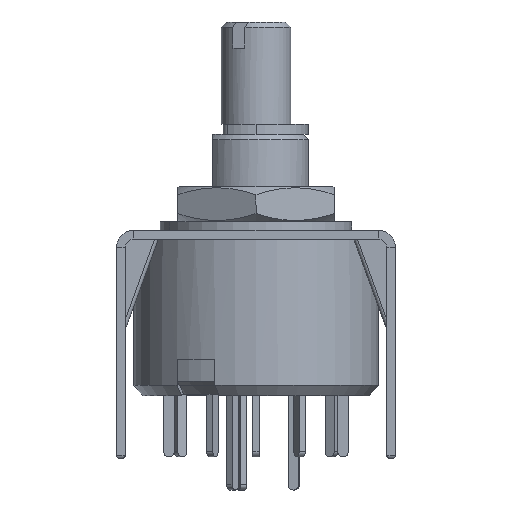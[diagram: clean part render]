
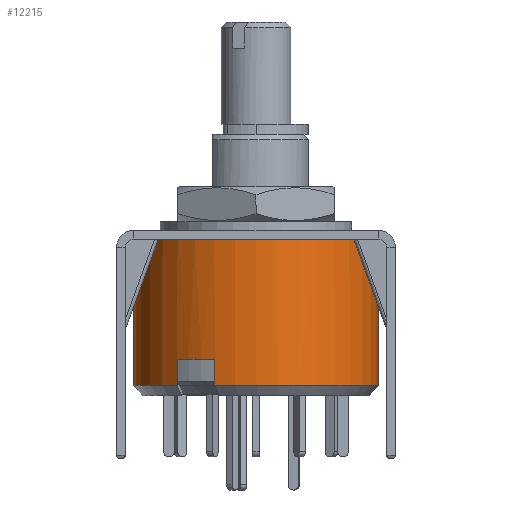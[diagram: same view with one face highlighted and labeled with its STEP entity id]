
A CAD part, front view. The second image highlights one B-rep face of the part: STEP entity #12215.
In plain terms, the highlighted cylindrical face has radius 7 mm (diameter 14 mm), a partial arc.
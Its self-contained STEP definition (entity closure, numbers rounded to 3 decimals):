
#61 = FACE_OUTER_BOUND ( 'NONE', #8957, .T. ) ;
#415 = CARTESIAN_POINT ( 'NONE',  ( 7., 0., -7.4 ) ) ;
#804 = ORIENTED_EDGE ( 'NONE', *, *, #10486, .F. ) ;
#827 = ORIENTED_EDGE ( 'NONE', *, *, #17354, .F. ) ;
#934 = CARTESIAN_POINT ( 'NONE',  ( 0., 0., -7.4 ) ) ;
#1153 = DIRECTION ( 'NONE',  ( 0., 0., -1. ) ) ;
#1330 = EDGE_CURVE ( 'NONE', #17104, #4718, #7031, .T. ) ;
#2024 = DIRECTION ( 'NONE',  ( 0., 0., 1. ) ) ;
#2123 = DIRECTION ( 'NONE',  ( 1., 0., 0. ) ) ;
#2739 = LINE ( 'NONE', #4512, #3427 ) ;
#2928 = EDGE_CURVE ( 'NONE', #4718, #12315, #14454, .T. ) ;
#3204 = AXIS2_PLACEMENT_3D ( 'NONE', #12710, #1153, #5432 ) ;
#3427 = VECTOR ( 'NONE', #10130, 1000. ) ;
#3473 = EDGE_CURVE ( 'NONE', #8330, #16248, #13563, .T. ) ;
#3546 = CARTESIAN_POINT ( 'NONE',  ( 0., 0., -7.4 ) ) ;
#3731 = ORIENTED_EDGE ( 'NONE', *, *, #3473, .F. ) ;
#3869 = DIRECTION ( 'NONE',  ( -1., 0., 0. ) ) ;
#4182 = EDGE_CURVE ( 'NONE', #5416, #17104, #6959, .T. ) ;
#4512 = CARTESIAN_POINT ( 'NONE',  ( -7., 0., 9. ) ) ;
#4718 = VERTEX_POINT ( 'NONE', #11555 ) ;
#5416 = VERTEX_POINT ( 'NONE', #10444 ) ;
#5432 = DIRECTION ( 'NONE',  ( -1., 0., 0. ) ) ;
#5619 = VECTOR ( 'NONE', #11769, 1000. ) ;
#5834 = EDGE_CURVE ( 'NONE', #10384, #18515, #2739, .T. ) ;
#5946 = DIRECTION ( 'NONE',  ( 0., 0., -1. ) ) ;
#6452 = DIRECTION ( 'NONE',  ( 0., 0., -1. ) ) ;
#6461 = DIRECTION ( 'NONE',  ( 0., 0., -1. ) ) ;
#6581 = AXIS2_PLACEMENT_3D ( 'NONE', #934, #6461, #6591 ) ;
#6591 = DIRECTION ( 'NONE',  ( 1., 0., 0. ) ) ;
#6959 = LINE ( 'NONE', #13174, #5619 ) ;
#7031 = CIRCLE ( 'NONE', #7298, 7. ) ;
#7298 = AXIS2_PLACEMENT_3D ( 'NONE', #12283, #2024, #16579 ) ;
#7348 = CARTESIAN_POINT ( 'NONE',  ( -4.526, -5.34, -5.9 ) ) ;
#7617 = CIRCLE ( 'NONE', #13368, 7. ) ;
#7927 = CARTESIAN_POINT ( 'NONE',  ( -2.361, -6.59, -7.4 ) ) ;
#8330 = VERTEX_POINT ( 'NONE', #15838 ) ;
#8779 = ORIENTED_EDGE ( 'NONE', *, *, #5834, .T. ) ;
#8957 = EDGE_LOOP ( 'NONE', ( #3731, #18078, #8779, #827, #18772, #12235, #10153, #804 ) ) ;
#10130 = DIRECTION ( 'NONE',  ( 0., 0., -1. ) ) ;
#10153 = ORIENTED_EDGE ( 'NONE', *, *, #2928, .T. ) ;
#10384 = VERTEX_POINT ( 'NONE', #16495 ) ;
#10444 = CARTESIAN_POINT ( 'NONE',  ( -4.526, -5.34, -7.4 ) ) ;
#10486 = EDGE_CURVE ( 'NONE', #16248, #12315, #7617, .T. ) ;
#10999 = CARTESIAN_POINT ( 'NONE',  ( -2.361, -6.59, 9. ) ) ;
#11555 = CARTESIAN_POINT ( 'NONE',  ( -2.361, -6.59, -5.9 ) ) ;
#11769 = DIRECTION ( 'NONE',  ( 0., 0., 1. ) ) ;
#11881 = EDGE_CURVE ( 'NONE', #8330, #10384, #14382, .T. ) ;
#12215 = ADVANCED_FACE ( 'NONE', ( #61 ), #13693, .T. ) ;
#12235 = ORIENTED_EDGE ( 'NONE', *, *, #1330, .T. ) ;
#12283 = CARTESIAN_POINT ( 'NONE',  ( 0., 0., -5.9 ) ) ;
#12315 = VERTEX_POINT ( 'NONE', #7927 ) ;
#12710 = CARTESIAN_POINT ( 'NONE',  ( 0., 0., 9. ) ) ;
#13174 = CARTESIAN_POINT ( 'NONE',  ( -4.526, -5.34, 9. ) ) ;
#13368 = AXIS2_PLACEMENT_3D ( 'NONE', #3546, #6452, #2123 ) ;
#13563 = LINE ( 'NONE', #16333, #16737 ) ;
#13693 = CYLINDRICAL_SURFACE ( 'NONE', #3204, 7. ) ;
#13919 = CIRCLE ( 'NONE', #6581, 7. ) ;
#14382 = CIRCLE ( 'NONE', #16685, 7. ) ;
#14454 = LINE ( 'NONE', #10999, #14684 ) ;
#14684 = VECTOR ( 'NONE', #16929, 1000. ) ;
#15599 = CARTESIAN_POINT ( 'NONE',  ( 0., 0., 0.95 ) ) ;
#15655 = DIRECTION ( 'NONE',  ( 0., 0., -1. ) ) ;
#15838 = CARTESIAN_POINT ( 'NONE',  ( 7., 0., 0.95 ) ) ;
#16248 = VERTEX_POINT ( 'NONE', #415 ) ;
#16333 = CARTESIAN_POINT ( 'NONE',  ( 7., 0., 9. ) ) ;
#16495 = CARTESIAN_POINT ( 'NONE',  ( -7., 0., 0.95 ) ) ;
#16579 = DIRECTION ( 'NONE',  ( -1., 0., 0. ) ) ;
#16685 = AXIS2_PLACEMENT_3D ( 'NONE', #15599, #15655, #3869 ) ;
#16737 = VECTOR ( 'NONE', #5946, 1000. ) ;
#16929 = DIRECTION ( 'NONE',  ( 0., 0., -1. ) ) ;
#17104 = VERTEX_POINT ( 'NONE', #7348 ) ;
#17287 = CARTESIAN_POINT ( 'NONE',  ( -7., 0., -7.4 ) ) ;
#17354 = EDGE_CURVE ( 'NONE', #5416, #18515, #13919, .T. ) ;
#18078 = ORIENTED_EDGE ( 'NONE', *, *, #11881, .T. ) ;
#18515 = VERTEX_POINT ( 'NONE', #17287 ) ;
#18772 = ORIENTED_EDGE ( 'NONE', *, *, #4182, .T. ) ;
